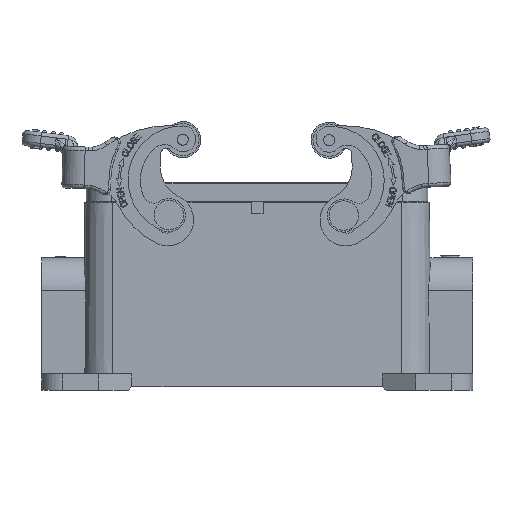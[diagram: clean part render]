
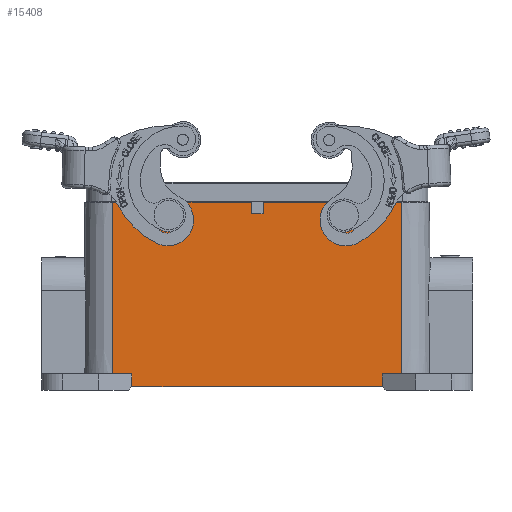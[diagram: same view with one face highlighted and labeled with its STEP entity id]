
A CAD part, front view. The second image highlights one B-rep face of the part: STEP entity #15408.
In plain terms, the highlighted planar face has unit normal (0, -1, 0.009).
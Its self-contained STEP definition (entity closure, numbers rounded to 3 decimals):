
#41=ELLIPSE('',#38004,1.5,1.5);
#42=ELLIPSE('',#38005,1.5,1.5);
#4064=LINE('',#65803,#6433);
#4065=LINE('',#65805,#6434);
#4077=LINE('',#65848,#6446);
#4082=LINE('',#65869,#6451);
#4089=LINE('',#65904,#6458);
#4118=LINE('',#65979,#6487);
#4121=LINE('',#65993,#6490);
#4128=LINE('',#66009,#6497);
#4262=LINE('',#66521,#6631);
#4275=LINE('',#66555,#6644);
#4277=LINE('',#66559,#6646);
#4278=LINE('',#66565,#6647);
#6433=VECTOR('',#45256,1.);
#6434=VECTOR('',#45259,1.);
#6446=VECTOR('',#45283,1.);
#6451=VECTOR('',#45294,1.);
#6458=VECTOR('',#45313,1.);
#6487=VECTOR('',#45386,1.);
#6490=VECTOR('',#45403,1.);
#6497=VECTOR('',#45414,1.);
#6631=VECTOR('',#45698,1.);
#6644=VECTOR('',#45733,1.);
#6646=VECTOR('',#45737,1.);
#6647=VECTOR('',#45744,1.);
#13715=PLANE('',#38006);
#15408=ADVANCED_FACE('',(#16321,#16322,#16323),#13715,.T.);
#16321=FACE_BOUND('',#18259,.T.);
#16322=FACE_BOUND('',#18260,.T.);
#16323=FACE_BOUND('',#18261,.T.);
#18259=EDGE_LOOP('',(#26823));
#18260=EDGE_LOOP('',(#26824));
#18261=EDGE_LOOP('',(#26825,#26826,#26827,#26828,#26829,#26830,#26831,#26832,
#26833,#26834,#26835,#26836));
#26823=ORIENTED_EDGE('',*,*,#34133,.T.);
#26824=ORIENTED_EDGE('',*,*,#34134,.T.);
#26825=ORIENTED_EDGE('',*,*,#34130,.T.);
#26826=ORIENTED_EDGE('',*,*,#34113,.T.);
#26827=ORIENTED_EDGE('',*,*,#33931,.F.);
#26828=ORIENTED_EDGE('',*,*,#33923,.T.);
#26829=ORIENTED_EDGE('',*,*,#33916,.F.);
#26830=ORIENTED_EDGE('',*,*,#34135,.T.);
#26831=ORIENTED_EDGE('',*,*,#33878,.F.);
#26832=ORIENTED_EDGE('',*,*,#33866,.T.);
#26833=ORIENTED_EDGE('',*,*,#33858,.T.);
#26834=ORIENTED_EDGE('',*,*,#33842,.T.);
#26835=ORIENTED_EDGE('',*,*,#33841,.F.);
#26836=ORIENTED_EDGE('',*,*,#34132,.F.);
#29612=VERTEX_POINT('',#65800);
#29613=VERTEX_POINT('',#65802);
#29614=VERTEX_POINT('',#65806);
#29627=VERTEX_POINT('',#65849);
#29632=VERTEX_POINT('',#65870);
#29642=VERTEX_POINT('',#65905);
#29663=VERTEX_POINT('',#65974);
#29665=VERTEX_POINT('',#65978);
#29670=VERTEX_POINT('',#65994);
#29677=VERTEX_POINT('',#66010);
#29797=VERTEX_POINT('',#66522);
#29807=VERTEX_POINT('',#66556);
#29808=VERTEX_POINT('',#66562);
#29809=VERTEX_POINT('',#66564);
#33841=EDGE_CURVE('',#29613,#29612,#4064,.T.);
#33842=EDGE_CURVE('',#29614,#29612,#4065,.T.);
#33858=EDGE_CURVE('',#29627,#29614,#4077,.T.);
#33866=EDGE_CURVE('',#29632,#29627,#4082,.T.);
#33878=EDGE_CURVE('',#29632,#29642,#4089,.T.);
#33916=EDGE_CURVE('',#29665,#29663,#4118,.T.);
#33923=EDGE_CURVE('',#29670,#29663,#4121,.T.);
#33931=EDGE_CURVE('',#29670,#29677,#4128,.T.);
#34113=EDGE_CURVE('',#29797,#29677,#4262,.T.);
#34130=EDGE_CURVE('',#29807,#29797,#4275,.T.);
#34132=EDGE_CURVE('',#29807,#29613,#4277,.T.);
#34133=EDGE_CURVE('',#29808,#29808,#41,.T.);
#34134=EDGE_CURVE('',#29809,#29809,#42,.T.);
#34135=EDGE_CURVE('',#29665,#29642,#4278,.T.);
#38004=AXIS2_PLACEMENT_3D('',#66561,#45740,#45741);
#38005=AXIS2_PLACEMENT_3D('',#66563,#45742,#45743);
#38006=AXIS2_PLACEMENT_3D('',#66566,#45745,#45746);
#45256=DIRECTION('',(1.,0.,0.));
#45259=DIRECTION('',(0.,-0.009,-1.));
#45283=DIRECTION('',(-1.,0.,0.));
#45294=DIRECTION('',(0.,0.009,1.));
#45313=DIRECTION('',(-1.,0.,0.));
#45386=DIRECTION('',(-1.,0.,0.));
#45403=DIRECTION('',(0.,-0.009,-1.));
#45414=DIRECTION('',(-1.,0.,0.));
#45698=DIRECTION('',(0.,-0.009,-1.));
#45733=DIRECTION('',(-1.,0.,0.));
#45737=DIRECTION('',(0.,-0.009,-1.));
#45740=DIRECTION('',(0.,1.,-0.009));
#45741=DIRECTION('',(0.,0.009,1.));
#45742=DIRECTION('',(0.,1.,-0.009));
#45743=DIRECTION('',(0.,0.009,1.));
#45744=DIRECTION('',(0.,0.009,1.));
#45745=DIRECTION('',(0.,-1.,0.009));
#45746=DIRECTION('',(-1.,0.,0.));
#65800=CARTESIAN_POINT('',(1.6,-21.526,21.5));
#65802=CARTESIAN_POINT('',(-1.6,-21.526,21.5));
#65803=CARTESIAN_POINT('',(-1.6,-21.526,21.5));
#65805=CARTESIAN_POINT('',(1.6,-21.5,24.5));
#65806=CARTESIAN_POINT('',(1.6,-21.5,24.5));
#65848=CARTESIAN_POINT('',(39.25,-21.5,24.5));
#65849=CARTESIAN_POINT('',(39.25,-21.5,24.5));
#65869=CARTESIAN_POINT('',(39.25,-21.906,-22.));
#65870=CARTESIAN_POINT('',(39.25,-21.906,-22.));
#65904=CARTESIAN_POINT('',(39.25,-21.906,-22.));
#65905=CARTESIAN_POINT('',(34.,-21.906,-22.));
#65974=CARTESIAN_POINT('',(-34.,-21.936,-25.5));
#65978=CARTESIAN_POINT('',(34.,-21.936,-25.5));
#65979=CARTESIAN_POINT('',(34.,-21.936,-25.5));
#65993=CARTESIAN_POINT('',(-34.,-21.906,-22.));
#65994=CARTESIAN_POINT('',(-34.,-21.906,-22.));
#66009=CARTESIAN_POINT('',(-34.,-21.906,-22.));
#66010=CARTESIAN_POINT('',(-39.25,-21.906,-22.));
#66521=CARTESIAN_POINT('',(-39.25,-21.5,24.5));
#66522=CARTESIAN_POINT('',(-39.25,-21.5,24.5));
#66555=CARTESIAN_POINT('',(-1.6,-21.5,24.5));
#66556=CARTESIAN_POINT('',(-1.6,-21.5,24.5));
#66559=CARTESIAN_POINT('',(-1.6,-21.5,24.5));
#66561=CARTESIAN_POINT('',(23.75,-21.531,21.));
#66562=CARTESIAN_POINT('',(23.75,-21.517,22.5));
#66563=CARTESIAN_POINT('',(-23.75,-21.531,21.));
#66564=CARTESIAN_POINT('',(-23.75,-21.517,22.5));
#66565=CARTESIAN_POINT('',(34.,-21.936,-25.5));
#66566=CARTESIAN_POINT('',(-41.628,-21.5,24.5));
